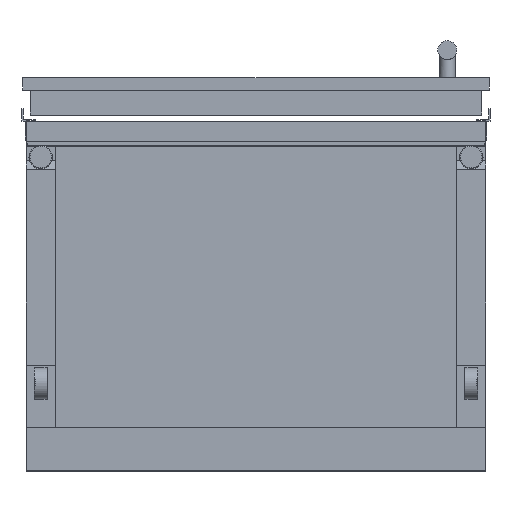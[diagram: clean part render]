
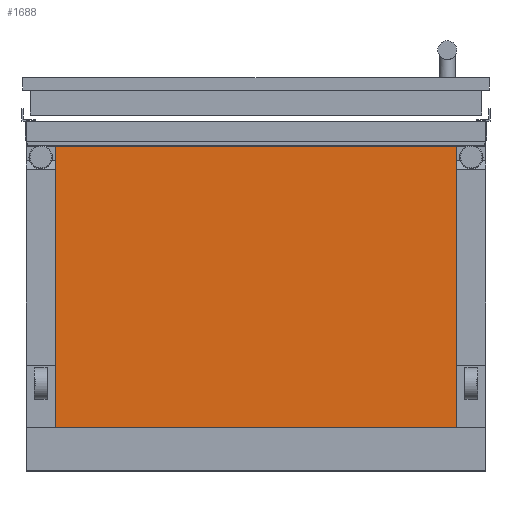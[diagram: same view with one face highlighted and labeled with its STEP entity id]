
A CAD part, front view. The second image highlights one B-rep face of the part: STEP entity #1688.
In plain terms, the highlighted planar face has unit normal (0, -1, 0).
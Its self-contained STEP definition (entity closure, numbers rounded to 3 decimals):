
#113 = CARTESIAN_POINT ( 'NONE',  ( 368., -990.85, -210.4 ) ) ;
#315 = ORIENTED_EDGE ( 'NONE', *, *, #1655, .F. ) ;
#554 = ORIENTED_EDGE ( 'NONE', *, *, #8796, .T. ) ;
#654 = FACE_OUTER_BOUND ( 'NONE', #1127, .T. ) ;
#738 = ORIENTED_EDGE ( 'NONE', *, *, #9518, .T. ) ;
#763 = CARTESIAN_POINT ( 'NONE',  ( -321., -990.85, 240. ) ) ;
#1127 = EDGE_LOOP ( 'NONE', ( #315, #738, #554, #4841 ) ) ;
#1418 = CARTESIAN_POINT ( 'NONE',  ( -321., -990.85, -280. ) ) ;
#1655 = EDGE_CURVE ( 'NONE', #7187, #9080, #2550, .T. ) ;
#1672 = DIRECTION ( 'NONE',  ( 0., 1., 0. ) ) ;
#1688 = ADVANCED_FACE ( 'NONE', ( #654 ), #2544, .F. ) ;
#1744 = CARTESIAN_POINT ( 'NONE',  ( 321., -990.85, -280. ) ) ;
#2107 = LINE ( 'NONE', #3717, #4099 ) ;
#2544 = PLANE ( 'NONE',  #7159 ) ;
#2550 = LINE ( 'NONE', #1418, #8760 ) ;
#3078 = DIRECTION ( 'NONE',  ( 0., 0., 1. ) ) ;
#3717 = CARTESIAN_POINT ( 'NONE',  ( 321., -990.85, -280. ) ) ;
#3748 = VERTEX_POINT ( 'NONE', #3893 ) ;
#3893 = CARTESIAN_POINT ( 'NONE',  ( 321., -990.85, -210.4 ) ) ;
#4099 = VECTOR ( 'NONE', #8441, 1000. ) ;
#4841 = ORIENTED_EDGE ( 'NONE', *, *, #7806, .F. ) ;
#4865 = LINE ( 'NONE', #10359, #5633 ) ;
#4965 = VECTOR ( 'NONE', #8251, 1000. ) ;
#5465 = DIRECTION ( 'NONE',  ( 1., 0., 0. ) ) ;
#5633 = VECTOR ( 'NONE', #5465, 1000. ) ;
#6260 = VERTEX_POINT ( 'NONE', #9246 ) ;
#7001 = CARTESIAN_POINT ( 'NONE',  ( -321., -990.85, -210.4 ) ) ;
#7159 = AXIS2_PLACEMENT_3D ( 'NONE', #1744, #1672, #8206 ) ;
#7187 = VERTEX_POINT ( 'NONE', #7001 ) ;
#7806 = EDGE_CURVE ( 'NONE', #9080, #6260, #4865, .T. ) ;
#8206 = DIRECTION ( 'NONE',  ( 0., 0., 1. ) ) ;
#8251 = DIRECTION ( 'NONE',  ( 1., 0., 0. ) ) ;
#8441 = DIRECTION ( 'NONE',  ( 0., 0., 1. ) ) ;
#8760 = VECTOR ( 'NONE', #3078, 1000. ) ;
#8791 = LINE ( 'NONE', #113, #4965 ) ;
#8796 = EDGE_CURVE ( 'NONE', #3748, #6260, #2107, .T. ) ;
#9080 = VERTEX_POINT ( 'NONE', #763 ) ;
#9246 = CARTESIAN_POINT ( 'NONE',  ( 321., -990.85, 240. ) ) ;
#9518 = EDGE_CURVE ( 'NONE', #7187, #3748, #8791, .T. ) ;
#10359 = CARTESIAN_POINT ( 'NONE',  ( 321., -990.85, 240. ) ) ;
